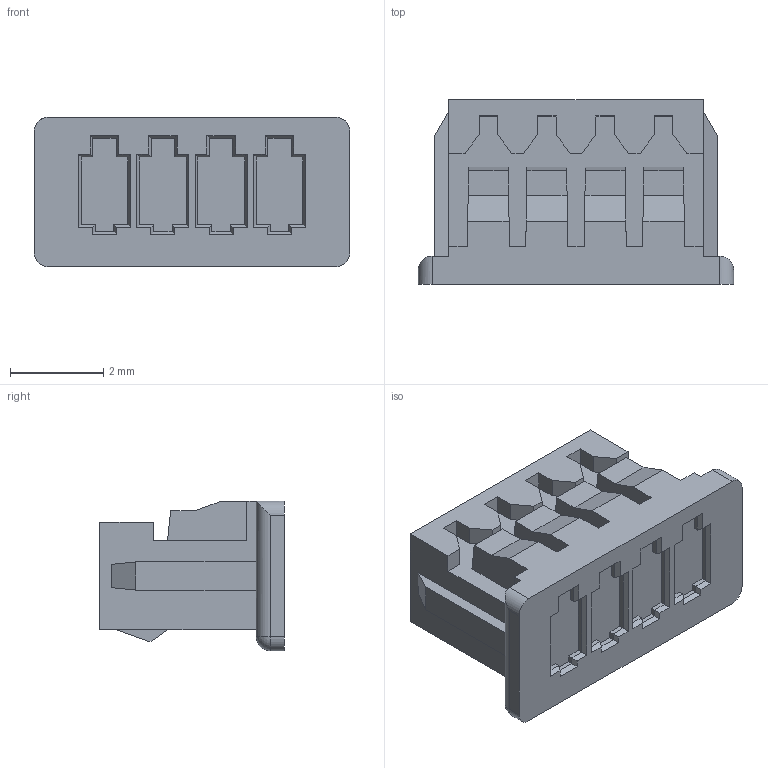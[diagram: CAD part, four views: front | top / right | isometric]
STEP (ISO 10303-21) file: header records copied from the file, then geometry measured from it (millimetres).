
FILE_DESCRIPTION(/* description */ (''),/* implementation_level */ '2;1');
FILE_NAME(/* name */ '510210400wbm000_01_214.stp',/* time_stamp */ '2021-11-10T14:18:59+06:00',/* author */ (''),/* organization */ (''),/* preprocessor_version */ 'ST-DEVELOPER v16.7',/* originating_system */ 'SIEMENS PLM Software NX 1919',/* authorisation */ '');
FILE_SCHEMA (('AUTOMOTIVE_DESIGN { 1 0 10303 214 3 1 1 1 }'));
Length unit declared in the file: millimetre
Products named in the file (1): 510210400wbm000_01
Bounding box: 6.75 x 3.95 x 3.2 mm (x, y, z)
Volume: 53.8 mm3; surface area: 127.8 mm2
Topology: 1 solids, 1 shells, 205 faces, 537 edges, 338 vertices
Faces by surface type: plane 196, cylinder 7, sphere 2
Entity records: 6117 total; most frequent: CARTESIAN_POINT 1079, ORIENTED_EDGE 1070, DIRECTION 959, EDGE_CURVE 535, LINE 523, VECTOR 523, VERTEX_POINT 338, AXIS2_PLACEMENT_3D 218
